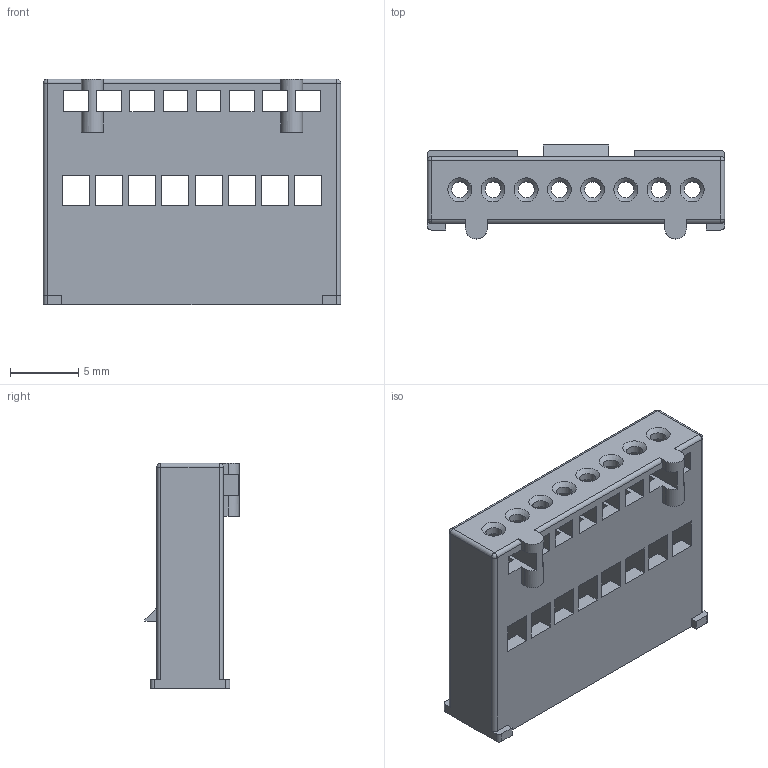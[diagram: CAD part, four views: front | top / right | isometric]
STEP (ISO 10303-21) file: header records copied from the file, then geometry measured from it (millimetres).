
FILE_DESCRIPTION( ('This file contains a STEP AP42 implementation' ,'as created by ZW3D STEP Interface translator.') ,'2;1' );
FILE_NAME( 'WF2512-HXXG01.stp' ,'23 425.145224', (''), ('ZWCAD Software Co.'), 'Version 1.0', 'ZW3D to STEP translator', '' );
FILE_SCHEMA(('AUTOMOTIVE_DESIGN { 1 0 10303 214 1 1 1 1 }'));
Length unit declared in the file: millimetre
Products named in the file (2): 0; WF2512-H08G01001
Bounding box: 21.82 x 6.92 x 16.56 mm (x, y, z)
Volume: 998.6 mm3; surface area: 2339.1 mm2
Topology: 1 solids, 1 shells, 239 faces, 744 edges, 488 vertices
Faces by surface type: plane 203, cylinder 24, cone 8, sphere 4
Full cylindrical faces by diameter (mm): 1.169 x8
Entity records: 8559 total; most frequent: ORIENTED_EDGE 1488, CARTESIAN_POINT 1472, DIRECTION 1288, EDGE_CURVE 744, VECTOR 680, LINE 680, VERTEX_POINT 488, AXIS2_PLACEMENT_3D 304
